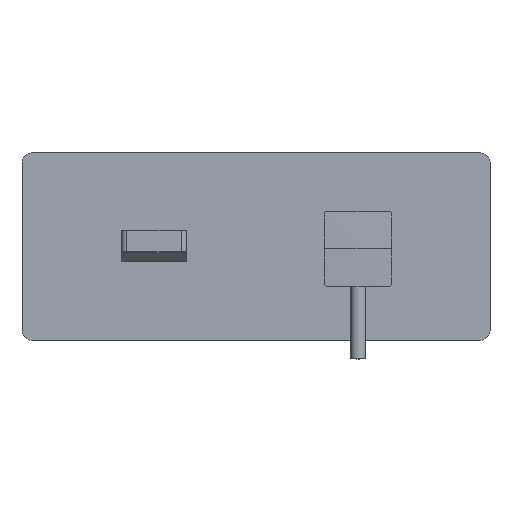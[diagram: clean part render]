
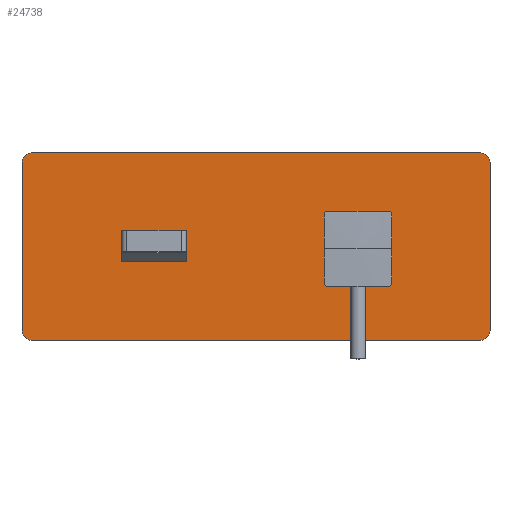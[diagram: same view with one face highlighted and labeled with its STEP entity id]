
A CAD part, top view. The second image highlights one B-rep face of the part: STEP entity #24738.
In plain terms, the highlighted planar face has unit normal (0, 0, 1).
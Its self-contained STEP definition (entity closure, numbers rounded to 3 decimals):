
#21975=CARTESIAN_POINT('',(65.5,45.,56.5));
#21976=DIRECTION('',(0.,0.,1.));
#21977=DIRECTION('',(1.,0.,0.));
#21978=AXIS2_PLACEMENT_3D('',#21975,#21976,#21977);
#21980=DIRECTION('',(0.,1.,0.));
#21981=VECTOR('',#21980,90.);
#21982=CARTESIAN_POINT('',(70.5,-45.,56.5));
#21983=LINE('',#21982,#21981);
#21984=CARTESIAN_POINT('',(65.5,-45.,56.5));
#21985=DIRECTION('',(0.,0.,1.));
#21986=DIRECTION('',(0.,-1.,0.));
#21987=AXIS2_PLACEMENT_3D('',#21984,#21985,#21986);
#21989=DIRECTION('',(1.,0.,0.));
#21990=VECTOR('',#21989,240.);
#21991=CARTESIAN_POINT('',(-174.5,-50.,56.5));
#21992=LINE('',#21991,#21990);
#21993=CARTESIAN_POINT('',(-174.5,-45.,56.5));
#21994=DIRECTION('',(0.,0.,1.));
#21995=DIRECTION('',(-1.,0.,0.));
#21996=AXIS2_PLACEMENT_3D('',#21993,#21994,#21995);
#21998=DIRECTION('',(0.,-1.,0.));
#21999=VECTOR('',#21998,90.);
#22000=CARTESIAN_POINT('',(-179.5,45.,56.5));
#22001=LINE('',#22000,#21999);
#22002=CARTESIAN_POINT('',(-174.5,45.,56.5));
#22003=DIRECTION('',(0.,0.,1.));
#22004=DIRECTION('',(0.,1.,0.));
#22005=AXIS2_PLACEMENT_3D('',#22002,#22003,#22004);
#22007=DIRECTION('',(-1.,0.,0.));
#22008=VECTOR('',#22007,240.);
#22009=CARTESIAN_POINT('',(65.5,50.,56.5));
#22010=LINE('',#22009,#22008);
#22011=CARTESIAN_POINT('',(0.,0.,56.5));
#22012=DIRECTION('',(0.,0.,-1.));
#22013=DIRECTION('',(1.,0.,0.));
#22014=AXIS2_PLACEMENT_3D('',#22011,#22012,#22013);
#22016=CARTESIAN_POINT('',(0.,0.,56.5));
#22017=DIRECTION('',(0.,0.,-1.));
#22018=DIRECTION('',(-1.,0.,0.));
#22019=AXIS2_PLACEMENT_3D('',#22016,#22017,#22018);
#22021=DIRECTION('',(1.,0.,0.));
#22022=VECTOR('',#22021,35.);
#22023=CARTESIAN_POINT('',(-126.5,-8.25,56.5));
#22024=LINE('',#22023,#22022);
#22025=DIRECTION('',(0.,1.,0.));
#22026=VECTOR('',#22025,16.5);
#22027=CARTESIAN_POINT('',(-91.5,-8.25,56.5));
#22028=LINE('',#22027,#22026);
#22029=DIRECTION('',(1.,0.,0.));
#22030=VECTOR('',#22029,35.);
#22031=CARTESIAN_POINT('',(-126.5,8.25,56.5));
#22032=LINE('',#22031,#22030);
#22033=DIRECTION('',(0.,1.,0.));
#22034=VECTOR('',#22033,16.5);
#22035=CARTESIAN_POINT('',(-126.5,-8.25,56.5));
#22036=LINE('',#22035,#22034);
#24111=CARTESIAN_POINT('',(18.,0.,56.5));
#24112=CARTESIAN_POINT('',(-18.,0.,56.5));
#24113=VERTEX_POINT('',#24111);
#24114=VERTEX_POINT('',#24112);
#24119=CARTESIAN_POINT('',(70.5,45.,56.5));
#24120=VERTEX_POINT('',#24119);
#24121=CARTESIAN_POINT('',(65.5,50.,56.5));
#24122=VERTEX_POINT('',#24121);
#24127=CARTESIAN_POINT('',(-174.5,50.,56.5));
#24128=VERTEX_POINT('',#24127);
#24129=CARTESIAN_POINT('',(-179.5,45.,56.5));
#24130=VERTEX_POINT('',#24129);
#24135=CARTESIAN_POINT('',(-179.5,-45.,56.5));
#24136=VERTEX_POINT('',#24135);
#24137=CARTESIAN_POINT('',(-174.5,-50.,56.5));
#24138=VERTEX_POINT('',#24137);
#24143=CARTESIAN_POINT('',(65.5,-50.,56.5));
#24144=VERTEX_POINT('',#24143);
#24145=CARTESIAN_POINT('',(70.5,-45.,56.5));
#24146=VERTEX_POINT('',#24145);
#24253=CARTESIAN_POINT('',(-126.5,-8.25,56.5));
#24254=CARTESIAN_POINT('',(-91.5,-8.25,56.5));
#24255=VERTEX_POINT('',#24253);
#24256=VERTEX_POINT('',#24254);
#24257=CARTESIAN_POINT('',(-126.5,8.25,56.5));
#24258=CARTESIAN_POINT('',(-91.5,8.25,56.5));
#24259=VERTEX_POINT('',#24257);
#24260=VERTEX_POINT('',#24258);
#24701=CARTESIAN_POINT('',(0.,0.,56.5));
#24702=DIRECTION('',(0.,0.,1.));
#24703=DIRECTION('',(1.,0.,0.));
#24704=AXIS2_PLACEMENT_3D('',#24701,#24702,#24703);
#24705=PLANE('',#24704);
#24707=ORIENTED_EDGE('',*,*,#24706,.F.);
#24709=ORIENTED_EDGE('',*,*,#24708,.F.);
#24711=ORIENTED_EDGE('',*,*,#24710,.F.);
#24713=ORIENTED_EDGE('',*,*,#24712,.F.);
#24715=ORIENTED_EDGE('',*,*,#24714,.F.);
#24717=ORIENTED_EDGE('',*,*,#24716,.F.);
#24719=ORIENTED_EDGE('',*,*,#24718,.F.);
#24721=ORIENTED_EDGE('',*,*,#24720,.F.);
#24722=EDGE_LOOP('',(#24707,#24709,#24711,#24713,#24715,#24717,#24719,#24721));
#24723=FACE_OUTER_BOUND('',#24722,.F.);
#24725=ORIENTED_EDGE('',*,*,#24724,.F.);
#24727=ORIENTED_EDGE('',*,*,#24726,.F.);
#24728=EDGE_LOOP('',(#24725,#24727));
#24729=FACE_BOUND('',#24728,.F.);
#24730=ORIENTED_EDGE('',*,*,#24653,.T.);
#24732=ORIENTED_EDGE('',*,*,#24731,.T.);
#24734=ORIENTED_EDGE('',*,*,#24733,.F.);
#24735=ORIENTED_EDGE('',*,*,#24680,.F.);
#24736=EDGE_LOOP('',(#24730,#24732,#24734,#24735));
#24737=FACE_BOUND('',#24736,.F.);
#24738=ADVANCED_FACE('',(#24723,#24729,#24737),#24705,.T.);
#21979=CIRCLE('',#21978,5.);
#21988=CIRCLE('',#21987,5.);
#21997=CIRCLE('',#21996,5.);
#22006=CIRCLE('',#22005,5.);
#22015=CIRCLE('',#22014,18.);
#22020=CIRCLE('',#22019,18.);
#24653=EDGE_CURVE('',#24255,#24256,#22024,.T.);
#24680=EDGE_CURVE('',#24255,#24259,#22036,.T.);
#24706=EDGE_CURVE('',#24120,#24122,#21979,.T.);
#24708=EDGE_CURVE('',#24146,#24120,#21983,.T.);
#24710=EDGE_CURVE('',#24144,#24146,#21988,.T.);
#24712=EDGE_CURVE('',#24138,#24144,#21992,.T.);
#24714=EDGE_CURVE('',#24136,#24138,#21997,.T.);
#24716=EDGE_CURVE('',#24130,#24136,#22001,.T.);
#24718=EDGE_CURVE('',#24128,#24130,#22006,.T.);
#24720=EDGE_CURVE('',#24122,#24128,#22010,.T.);
#24724=EDGE_CURVE('',#24113,#24114,#22015,.T.);
#24726=EDGE_CURVE('',#24114,#24113,#22020,.T.);
#24731=EDGE_CURVE('',#24256,#24260,#22028,.T.);
#24733=EDGE_CURVE('',#24259,#24260,#22032,.T.);
